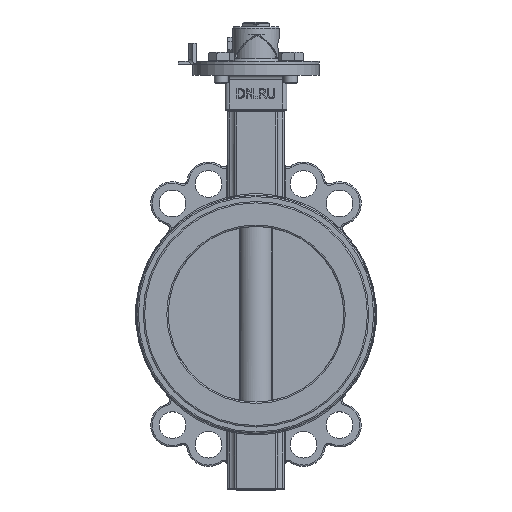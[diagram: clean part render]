
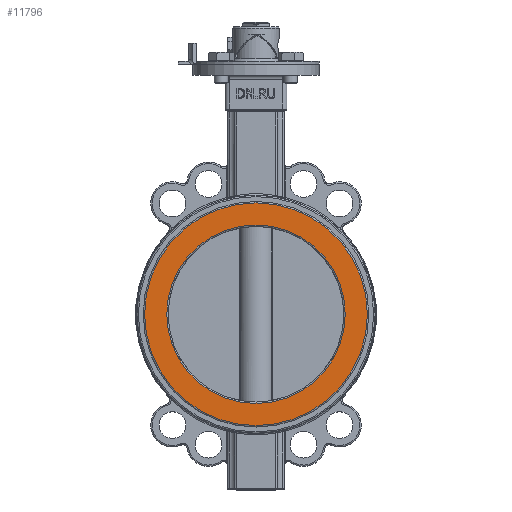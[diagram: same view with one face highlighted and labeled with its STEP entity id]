
A CAD part, top view. The second image highlights one B-rep face of the part: STEP entity #11796.
In plain terms, the highlighted planar face has unit normal (0, 0, 1).
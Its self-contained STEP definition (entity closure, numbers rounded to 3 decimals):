
#168=FACE_BOUND('',#2380,.T.);
#795=CIRCLE('',#12865,63.5);
#797=CIRCLE('',#12868,79.25);
#1683=FACE_OUTER_BOUND('',#2379,.T.);
#2379=EDGE_LOOP('',(#8039));
#2380=EDGE_LOOP('',(#8040));
#4799=VERTEX_POINT('',#19539);
#4800=VERTEX_POINT('',#19543);
#6017=EDGE_CURVE('',#4799,#4799,#795,.T.);
#6019=EDGE_CURVE('',#4800,#4800,#797,.T.);
#8039=ORIENTED_EDGE('',*,*,#6019,.F.);
#8040=ORIENTED_EDGE('',*,*,#6017,.F.);
#10788=PLANE('',#12867);
#11796=ADVANCED_FACE('',(#1683,#168),#10788,.T.);
#12865=AXIS2_PLACEMENT_3D('',#19540,#14677,#14678);
#12867=AXIS2_PLACEMENT_3D('',#19542,#14681,#14682);
#12868=AXIS2_PLACEMENT_3D('',#19544,#14683,#14684);
#14677=DIRECTION('center_axis',(0.,0.,1.));
#14678=DIRECTION('ref_axis',(-1.,0.,0.));
#14681=DIRECTION('center_axis',(0.,0.,1.));
#14682=DIRECTION('ref_axis',(1.,0.,0.));
#14683=DIRECTION('center_axis',(0.,0.,-1.));
#14684=DIRECTION('ref_axis',(-1.,0.,0.));
#19539=CARTESIAN_POINT('',(63.5,0.,30.));
#19540=CARTESIAN_POINT('Origin',(0.,0.,30.));
#19542=CARTESIAN_POINT('Origin',(0.,0.,30.));
#19543=CARTESIAN_POINT('',(-79.25,0.,30.));
#19544=CARTESIAN_POINT('Origin',(0.,0.,30.));
